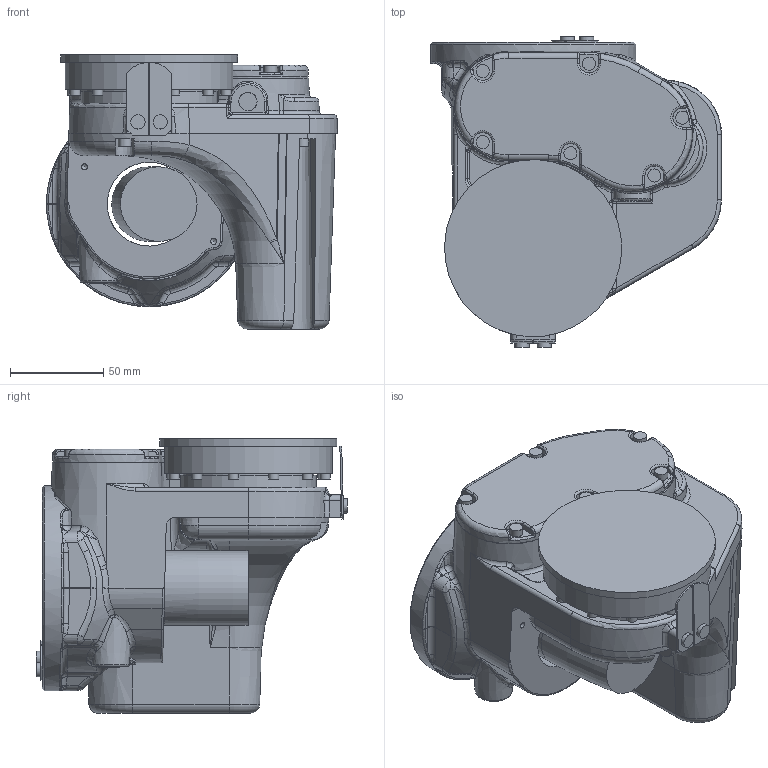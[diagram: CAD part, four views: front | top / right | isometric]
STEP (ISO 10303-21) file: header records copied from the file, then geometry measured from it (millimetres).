
FILE_DESCRIPTION(/* description */ (''),/* implementation_level */ '2;1');
FILE_NAME(/* name */ 'BA006L-AC01_J5.step',/* time_stamp */ '2024-01-06T13:37:53+03:00',/* author */ (''),/* organization */ (''),/* preprocessor_version */ 'ST-DEVELOPER v20',/* originating_system */ 'Autodesk Translation Framework v12.14.0.127',/* authorisation */ '');
FILE_SCHEMA (('AUTOMOTIVE_DESIGN { 1 0 10303 214 3 1 1 }'));
Products named in the file (1): BA006L-AC01_J5
Bounding box: 156 x 166.84 x 147 mm (x, y, z)
Volume: 1586287.7 mm3; surface area: 148172.3 mm2
Topology: 2 solids, 2 shells, 651 faces, 1535 edges, 903 vertices
Faces by surface type: bspline 202, plane 187, cylinder 167, torus 54, cone 38, sphere 3
Full cylindrical faces by diameter (mm): 3.242 x4, 5.5 x12, 7 x16, 7.6 x4, 8 x6, 40 x1, 45 x1, 66 x1, 70 x1, 73 x1, 82 x1, 90 x1, 95 x1, 110 x1
Entity records: 40177 total; most frequent: CARTESIAN_POINT 26511, ORIENTED_EDGE 2992, DIRECTION 2525, EDGE_CURVE 1496, AXIS2_PLACEMENT_3D 1026, VERTEX_POINT 903, EDGE_LOOP 709, FACE_OUTER_BOUND 651
